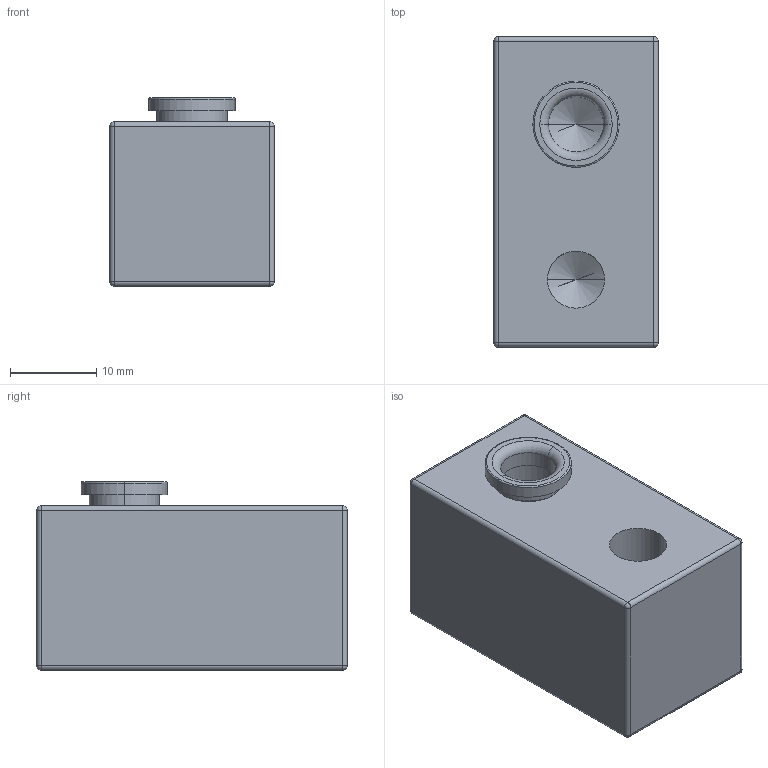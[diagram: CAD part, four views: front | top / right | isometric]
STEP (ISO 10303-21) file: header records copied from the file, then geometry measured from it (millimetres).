
FILE_DESCRIPTION (( 'STEP AP214' ), '1' );
FILE_NAME ('BVM-4BP1.step', '2016-07-27T15:13:18', ( '' ), ( '' ), 'SwSTEP 2.0', 'SolidWorks 2016', '' );
FILE_SCHEMA (( 'AUTOMOTIVE_DESIGN' ));
Length unit declared in the file: inch
Products named in the file (1): BVM-4BP1
Bounding box: 19.05 x 35.99 x 21.84 mm (x, y, z)
Volume: 11732.2 mm3; surface area: 4434.1 mm2
Topology: 1 solids, 1 shells, 61 faces, 130 edges, 66 vertices
Faces by surface type: cylinder 28, plane 11, torus 8, sphere 8, cone 6
Entity records: 1749 total; most frequent: DIRECTION 314, CARTESIAN_POINT 246, ORIENTED_EDGE 236, AXIS2_PLACEMENT_3D 134, EDGE_CURVE 118, CIRCLE 72, EDGE_LOOP 68, VERTEX_POINT 66
